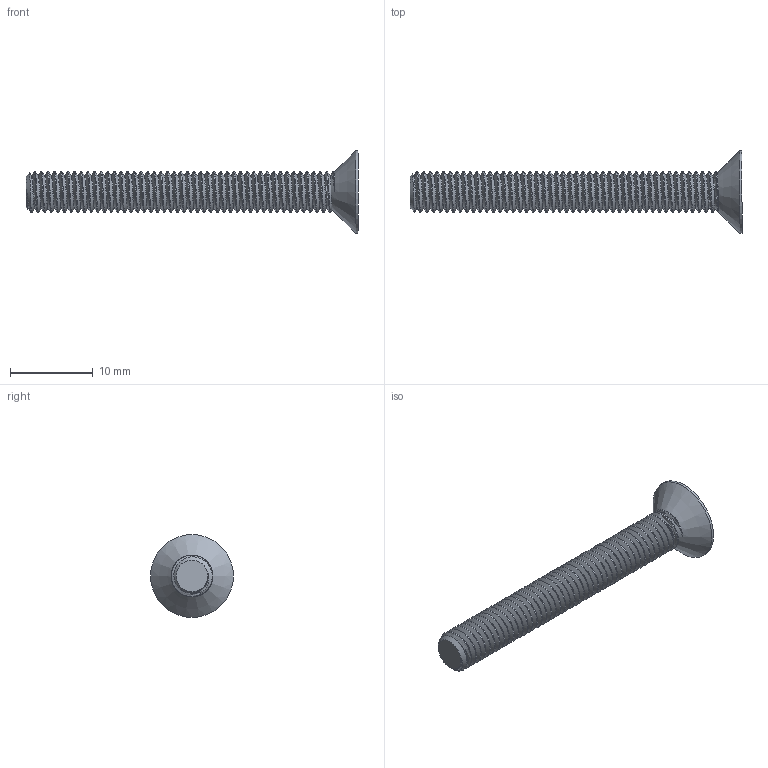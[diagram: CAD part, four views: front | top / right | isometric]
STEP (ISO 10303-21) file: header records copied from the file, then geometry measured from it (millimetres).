
FILE_DESCRIPTION(/* description */ (''),/* implementation_level */ '2;1');
FILE_NAME(/* name */ 'M5x40FHCS-0 v1.step',/* time_stamp */ '2020-09-14T14:34:58-04:00',/* author */ (''),/* organization */ (''),/* preprocessor_version */ 'ST-DEVELOPER v18.1',/* originating_system */ 'Autodesk Translation Framework v9.3.0.1241',/* authorisation */ '');
FILE_SCHEMA (('AUTOMOTIVE_DESIGN { 1 0 10303 214 3 1 1 }'));
Length unit declared in the file: millimetre
Products named in the file (2): M5x40FHCS-0; 92125A224
Assembly tree (1 placements, depth 2):
  M5x40FHCS-0
    92125A224
Bounding box: 40 x 10 x 10 mm (x, y, z)
Volume: 712.7 mm3; surface area: 1116.1 mm2
Topology: 1 solids, 1 shells, 113 faces, 318 edges, 208 vertices
Faces by surface type: cylinder 94, plane 9, cone 8, bspline 2
Full cylindrical faces by diameter (mm): 3.961 x45, 5 x45, 10 x1
Entity records: 13030 total; most frequent: CARTESIAN_POINT 10455, ORIENTED_EDGE 636, DIRECTION 360, EDGE_CURVE 318, VERTEX_POINT 208, B_SPLINE_CURVE_WITH_KNOTS 193, AXIS2_PLACEMENT_3D 127, EDGE_LOOP 114
